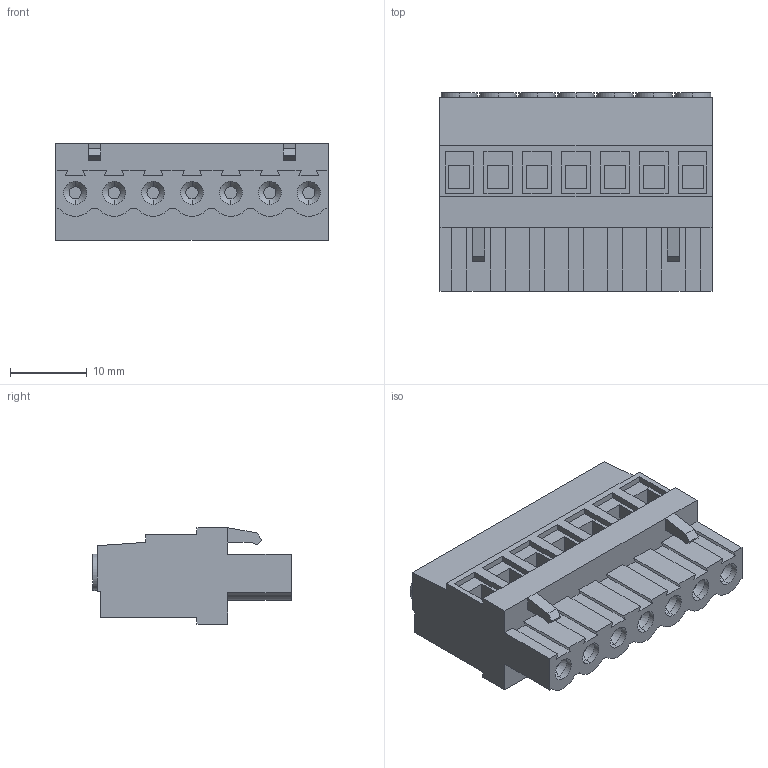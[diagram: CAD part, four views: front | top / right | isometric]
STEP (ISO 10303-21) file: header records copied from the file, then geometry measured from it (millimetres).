
FILE_DESCRIPTION (( 'STEP AP203' ), '1' );
FILE_NAME ('SOKETLI BASKILI DEVRE KLEMENSI - 5,08 MM DIK DISI - 7 LI.STEP', '2018-09-11T13:19:54', ( 'user' ), ( '' ), 'SwSTEP 2.0', 'SolidWorks 2016', '' );
FILE_SCHEMA (( 'CONFIG_CONTROL_DESIGN' ));
Length unit declared in the file: millimetre
Products named in the file (1): SOKETLI BASKILI DEVRE KLEMENSI - 5,08 MM DIK DISI - 7 LI
Bounding box: 35.5 x 25.9 x 12.6 mm (x, y, z)
Volume: 7176.5 mm3; surface area: 4738 mm2
Topology: 1 solids, 1 shells, 274 faces, 700 edges, 456 vertices
Faces by surface type: plane 190, cylinder 70, cone 14
Entity records: 8341 total; most frequent: CARTESIAN_POINT 1431, DIRECTION 1418, ORIENTED_EDGE 1400, EDGE_CURVE 700, LINE 532, VECTOR 532, VERTEX_POINT 456, AXIS2_PLACEMENT_3D 443
